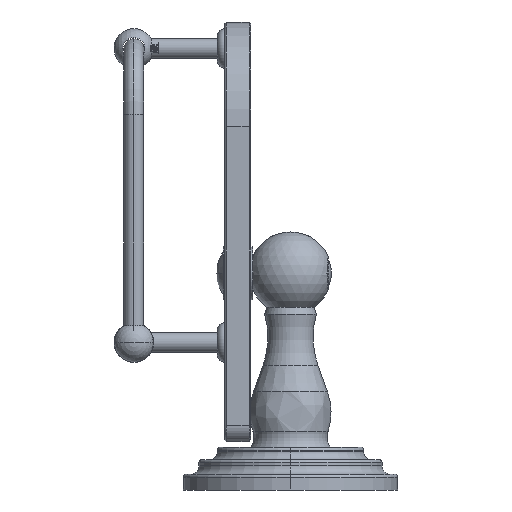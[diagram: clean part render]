
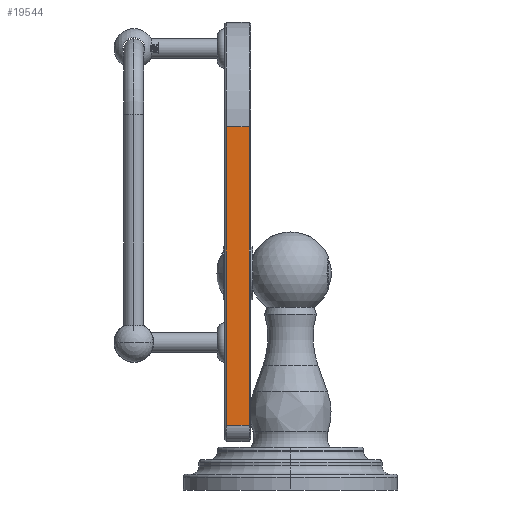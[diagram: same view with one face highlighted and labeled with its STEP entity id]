
A CAD part, left-side view. The second image highlights one B-rep face of the part: STEP entity #19544.
In plain terms, the highlighted planar face has unit normal (-1, 0, 0).
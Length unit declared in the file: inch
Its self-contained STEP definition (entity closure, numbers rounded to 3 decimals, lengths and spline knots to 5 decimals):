
#476=DIRECTION('',(0.,0.,1.));
#477=VECTOR('',#476,3.553);
#478=CARTESIAN_POINT('',(-9.,0.763,
0.773));
#479=LINE('',#478,#477);
#480=DIRECTION('',(0.,-1.,0.));
#481=VECTOR('',#480,0.272);
#482=CARTESIAN_POINT('',(-9.,0.763,4.326));
#483=LINE('',#482,#481);
#484=DIRECTION('',(0.,0.,-1.));
#485=VECTOR('',#484,3.553);
#486=CARTESIAN_POINT('',(-9.,0.491,4.326));
#487=LINE('',#486,#485);
#488=DIRECTION('',(0.,-1.,0.));
#489=VECTOR('',#488,0.272);
#490=CARTESIAN_POINT('',(-9.,0.763,
0.773));
#491=LINE('',#490,#489);
#18146=CARTESIAN_POINT('',(-9.,0.763,0.773));
#18147=VERTEX_POINT('',#18146);
#18150=CARTESIAN_POINT('',(-9.,0.763,
4.326));
#18151=VERTEX_POINT('',#18150);
#18161=CARTESIAN_POINT('',(-9.,0.491,4.326));
#18163=VERTEX_POINT('',#18161);
#18166=CARTESIAN_POINT('',(-9.,0.491,
0.773));
#18167=VERTEX_POINT('',#18166);
#19532=CARTESIAN_POINT('',(-9.,0.471,0.576));
#19533=DIRECTION('',(-1.,0.,0.));
#19534=DIRECTION('',(0.,0.,1.));
#19535=AXIS2_PLACEMENT_3D('',#19532,#19533,#19534);
#19536=PLANE('',#19535);
#19537=ORIENTED_EDGE('',*,*,#19500,.T.);
#19538=ORIENTED_EDGE('',*,*,#19527,.T.);
#19539=ORIENTED_EDGE('',*,*,#19244,.T.);
#19541=ORIENTED_EDGE('',*,*,#19540,.F.);
#19542=EDGE_LOOP('',(#19537,#19538,#19539,#19541));
#19543=FACE_OUTER_BOUND('',#19542,.F.);
#19544=ADVANCED_FACE('',(#19543),#19536,.T.);
#19244=EDGE_CURVE('',#18163,#18167,#487,.T.);
#19500=EDGE_CURVE('',#18147,#18151,#479,.T.);
#19527=EDGE_CURVE('',#18151,#18163,#483,.T.);
#19540=EDGE_CURVE('',#18147,#18167,#491,.T.);
